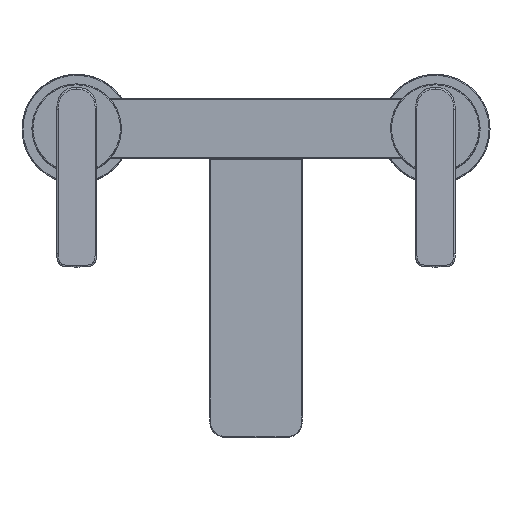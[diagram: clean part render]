
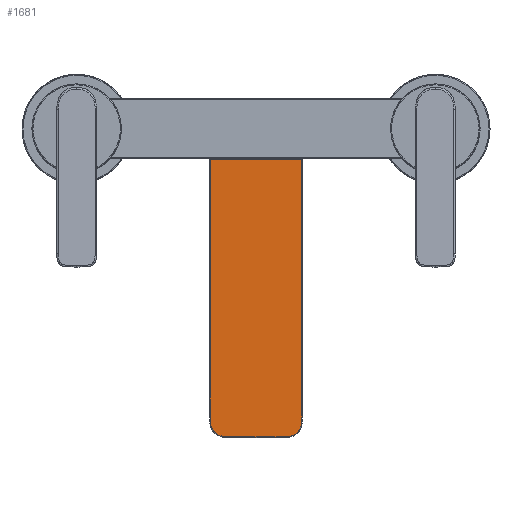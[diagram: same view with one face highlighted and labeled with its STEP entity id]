
A CAD part, top view. The second image highlights one B-rep face of the part: STEP entity #1681.
In plain terms, the highlighted planar face has unit normal (0, 0, 1).
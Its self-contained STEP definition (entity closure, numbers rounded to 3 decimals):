
#136=PLANE('',#13800);
#1681=ADVANCED_FACE('',(#2451),#136,.T.);
#2451=FACE_OUTER_BOUND('',#3221,.T.);
#3221=EDGE_LOOP('',(#4128,#4129,#4130,#4131,#4132));
#4128=ORIENTED_EDGE('',*,*,#8133,.F.);
#4129=ORIENTED_EDGE('',*,*,#8132,.F.);
#4130=ORIENTED_EDGE('',*,*,#8131,.F.);
#4131=ORIENTED_EDGE('',*,*,#8130,.F.);
#4132=ORIENTED_EDGE('',*,*,#8129,.F.);
#8129=EDGE_CURVE('',#11773,#11772,#10368,.T.);
#8130=EDGE_CURVE('',#11772,#11774,#10369,.T.);
#8131=EDGE_CURVE('',#11774,#11775,#10370,.T.);
#8132=EDGE_CURVE('',#11775,#11776,#10371,.T.);
#8133=EDGE_CURVE('',#11776,#11773,#10372,.T.);
#10368=B_SPLINE_CURVE_WITH_KNOTS('',1,(#15674,#15675),.UNSPECIFIED.,.F.,
 .F.,(2,2),(0.,46.181),.UNSPECIFIED.);
#10369=B_SPLINE_CURVE_WITH_KNOTS('',1,(#15676,#15677),.UNSPECIFIED.,.F.,
 .F.,(2,2),(-117.605,0.),.UNSPECIFIED.);
#10370=B_SPLINE_CURVE_WITH_KNOTS('',3,(#15678,#15679,#15680,#15681,#15682,
#15683,#15684,#15685,#15686,#15687,#15688,#15689,#15690,#15691,#15692,#15693,
#15694,#15695,#15696,#15697,#15698,#15699,#15700,#15701),.UNSPECIFIED.,
 .F.,.F.,(4,1,1,1,1,1,1,1,1,1,1,1,1,1,1,1,1,1,1,1,1,4),(0.,0.048,
0.095,0.143,0.19,0.238,0.286,
0.333,0.381,0.429,0.476,0.524,
0.571,0.619,0.667,0.714,0.762,
0.81,0.857,0.905,0.952,1.),
 .UNSPECIFIED.);
#10371=B_SPLINE_CURVE_WITH_KNOTS('',3,(#15702,#15703,#15704,#15705,#15706,
#15707,#15708,#15709,#15710,#15711,#15712,#15713,#15714,#15715,#15716,#15717,
#15718,#15719,#15720,#15721,#15722,#15723,#15724,#15725),.UNSPECIFIED.,
 .F.,.F.,(4,1,1,1,1,1,1,1,1,1,1,1,1,1,1,1,1,1,1,1,1,4),(0.,0.048,
0.095,0.143,0.19,0.238,0.286,
0.333,0.381,0.429,0.476,0.524,
0.571,0.619,0.667,0.714,0.762,
0.81,0.857,0.905,0.952,1.),
 .UNSPECIFIED.);
#10372=B_SPLINE_CURVE_WITH_KNOTS('',1,(#15726,#15727),.UNSPECIFIED.,.F.,
 .F.,(2,2),(-117.605,0.),.UNSPECIFIED.);
#11772=VERTEX_POINT('',#15669);
#11773=VERTEX_POINT('',#15670);
#11774=VERTEX_POINT('',#15671);
#11775=VERTEX_POINT('',#15672);
#11776=VERTEX_POINT('',#15673);
#13800=AXIS2_PLACEMENT_3D('',#15668,#14016,$);
#14016=DIRECTION('',(0.,0.,1.));
#15668=CARTESIAN_POINT('',(28.182,13.761,103.354));
#15669=CARTESIAN_POINT('',(23.091,-0.694,103.354));
#15670=CARTESIAN_POINT('',(-23.091,-0.694,103.354));
#15671=CARTESIAN_POINT('',(23.09,-118.299,103.354));
#15672=CARTESIAN_POINT('',(0.,-140.518,103.354));
#15673=CARTESIAN_POINT('',(-23.09,-118.299,103.354));
#15674=CARTESIAN_POINT('',(-23.091,-0.694,103.354));
#15675=CARTESIAN_POINT('',(23.091,-0.694,103.354));
#15676=CARTESIAN_POINT('',(23.091,-0.694,103.354));
#15677=CARTESIAN_POINT('',(23.09,-118.299,103.354));
#15678=CARTESIAN_POINT('',(23.09,-118.299,103.354));
#15679=CARTESIAN_POINT('',(23.09,-119.004,103.354));
#15680=CARTESIAN_POINT('',(23.085,-120.404,103.354));
#15681=CARTESIAN_POINT('',(23.07,-122.477,103.354));
#15682=CARTESIAN_POINT('',(23.049,-124.52,103.354));
#15683=CARTESIAN_POINT('',(23.021,-126.528,103.354));
#15684=CARTESIAN_POINT('',(22.989,-128.506,103.354));
#15685=CARTESIAN_POINT('',(22.921,-130.506,103.354));
#15686=CARTESIAN_POINT('',(22.933,-132.553,103.354));
#15687=CARTESIAN_POINT('',(22.799,-134.467,103.354));
#15688=CARTESIAN_POINT('',(22.233,-136.363,103.354));
#15689=CARTESIAN_POINT('',(21.027,-138.19,103.354));
#15690=CARTESIAN_POINT('',(19.369,-139.501,103.354));
#15691=CARTESIAN_POINT('',(17.338,-140.222,103.354));
#15692=CARTESIAN_POINT('',(15.512,-140.37,103.354));
#15693=CARTESIAN_POINT('',(13.634,-140.378,103.354));
#15694=CARTESIAN_POINT('',(11.669,-140.426,103.354));
#15695=CARTESIAN_POINT('',(9.753,-140.458,103.354));
#15696=CARTESIAN_POINT('',(7.85,-140.479,103.354));
#15697=CARTESIAN_POINT('',(5.944,-140.497,103.354));
#15698=CARTESIAN_POINT('',(4.014,-140.509,103.354));
#15699=CARTESIAN_POINT('',(2.045,-140.517,103.354));
#15700=CARTESIAN_POINT('',(0.688,-140.518,103.354));
#15701=CARTESIAN_POINT('',(0.,-140.518,103.354));
#15702=CARTESIAN_POINT('',(0.,-140.518,103.354));
#15703=CARTESIAN_POINT('',(-0.707,-140.518,103.354));
#15704=CARTESIAN_POINT('',(-2.105,-140.517,103.354));
#15705=CARTESIAN_POINT('',(-4.159,-140.509,103.354));
#15706=CARTESIAN_POINT('',(-6.163,-140.495,103.354));
#15707=CARTESIAN_POINT('',(-8.113,-140.477,103.354));
#15708=CARTESIAN_POINT('',(-10.012,-140.454,103.354));
#15709=CARTESIAN_POINT('',(-11.913,-140.42,103.354));
#15710=CARTESIAN_POINT('',(-13.881,-140.374,103.354));
#15711=CARTESIAN_POINT('',(-15.729,-140.366,103.354));
#15712=CARTESIAN_POINT('',(-17.581,-140.173,103.354));
#15713=CARTESIAN_POINT('',(-19.581,-139.375,103.354));
#15714=CARTESIAN_POINT('',(-21.186,-138.012,103.354));
#15715=CARTESIAN_POINT('',(-22.325,-136.145,103.354));
#15716=CARTESIAN_POINT('',(-22.829,-134.279,103.354));
#15717=CARTESIAN_POINT('',(-22.931,-132.34,103.354));
#15718=CARTESIAN_POINT('',(-22.927,-130.304,103.354));
#15719=CARTESIAN_POINT('',(-22.994,-128.306,103.354));
#15720=CARTESIAN_POINT('',(-23.023,-126.333,103.354));
#15721=CARTESIAN_POINT('',(-23.051,-124.36,103.354));
#15722=CARTESIAN_POINT('',(-23.071,-122.372,103.354));
#15723=CARTESIAN_POINT('',(-23.085,-120.36,103.354));
#15724=CARTESIAN_POINT('',(-23.09,-118.99,103.354));
#15725=CARTESIAN_POINT('',(-23.09,-118.299,103.354));
#15726=CARTESIAN_POINT('',(-23.09,-118.299,103.354));
#15727=CARTESIAN_POINT('',(-23.091,-0.694,103.354));
